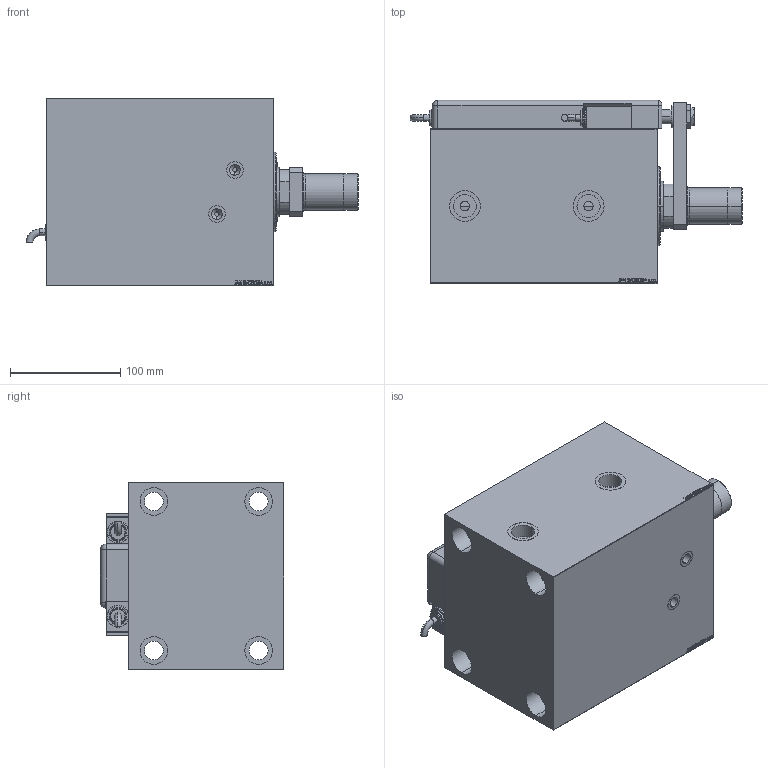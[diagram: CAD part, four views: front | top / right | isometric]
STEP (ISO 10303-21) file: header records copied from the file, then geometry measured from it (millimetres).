
FILE_DESCRIPTION (( 'STEP AP203' ), '1' );
FILE_NAME ('bf9c.STEP', '2022-04-17T15:16:51', ( '' ), ( '' ), 'SwSTEP 2.0', 'SolidWorks 2019', '' );
FILE_SCHEMA (( 'CONFIG_CONTROL_DESIGN' ));
Length unit declared in the file: millimetre
Products named in the file (14): NUT_D13 ae69274b411c6df932849be927061291; V450CP_C ae69274b411c6df932849be927061291; KRYT ae69274b411c6df932849be927061291; NUT_D19 ae69274b411c6df932849be927061291; SWITCH_Q_FRONT_BACK ae69274b411c6df932849be927061291; TYC ae69274b411c6df932849be927061291; SWITCH Q ae69274b411c6df932849be927061291; V450CP_B_VCP ae69274b411c6df932849be927061291; MAGNETIC SWITCH Q ae69274b411c6df932849be927061291; V450CP_VC_B ae69274b411c6df932849be927061291; ZARAZKA_Q ae69274b411c6df932849be927061291; SWITCH DIM A_G ae69274b411c6df932849be927061291; V450CM_MALE_METRIC ae69274b411c6df932849be927061291; bf9c
Assembly tree (15 placements, depth 3):
  bf9c
    V450CP_C ae69274b411c6df932849be927061291
    MAGNETIC SWITCH Q ae69274b411c6df932849be927061291
      SWITCH_Q_FRONT_BACK ae69274b411c6df932849be927061291
      TYC ae69274b411c6df932849be927061291
      ZARAZKA_Q ae69274b411c6df932849be927061291
      SWITCH DIM A_G ae69274b411c6df932849be927061291
      NUT_D19 ae69274b411c6df932849be927061291
      NUT_D13 ae69274b411c6df932849be927061291
      KRYT ae69274b411c6df932849be927061291
      SWITCH Q ae69274b411c6df932849be927061291  x2
    V450CM_MALE_METRIC ae69274b411c6df932849be927061291  x2
    V450CP_B_VCP ae69274b411c6df932849be927061291
    V450CP_VC_B ae69274b411c6df932849be927061291
Bounding box: 300.76 x 165.8 x 170 mm (x, y, z)
Volume: 4451289.7 mm3; surface area: 481793.5 mm2
Topology: 15 solids, 15 shells, 1300 faces, 3266 edges, 2151 vertices
Faces by surface type: plane 628, bspline 471, cylinder 139, cone 34, torus 26, sphere 2
Entity records: 60968 total; most frequent: CARTESIAN_POINT 32381, ORIENTED_EDGE 6284, DIRECTION 4082, EDGE_CURVE 3142, VERTEX_POINT 2075, LINE 1854, VECTOR 1854, EDGE_LOOP 1427
